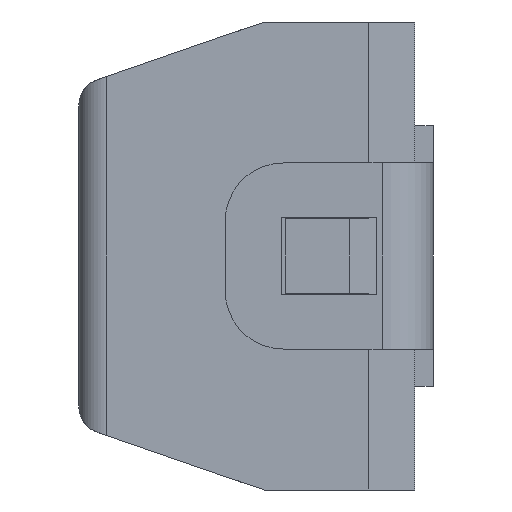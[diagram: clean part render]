
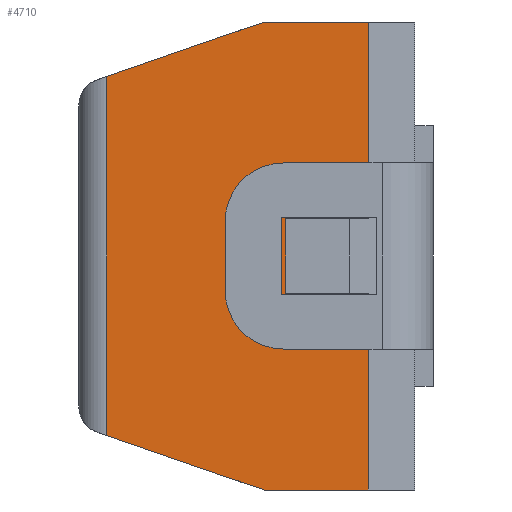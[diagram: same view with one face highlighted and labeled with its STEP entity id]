
A CAD part, left-side view. The second image highlights one B-rep face of the part: STEP entity #4710.
In plain terms, the highlighted planar face has unit normal (-1, 0, 0).
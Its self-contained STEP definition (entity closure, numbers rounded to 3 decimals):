
#14 = CARTESIAN_POINT ( 'NONE',  ( -4.665, 1.818, -2.515 ) ) ;
#89 = VECTOR ( 'NONE', #3167, 1000. ) ;
#101 = VERTEX_POINT ( 'NONE', #4446 ) ;
#174 = CARTESIAN_POINT ( 'NONE',  ( -4.665, 1.584, 0.4 ) ) ;
#317 = VERTEX_POINT ( 'NONE', #2969 ) ;
#364 = VERTEX_POINT ( 'NONE', #1041 ) ;
#434 = DIRECTION ( 'NONE',  ( -1., 0., 0. ) ) ;
#482 = ORIENTED_EDGE ( 'NONE', *, *, #5721, .F. ) ;
#564 = VERTEX_POINT ( 'NONE', #6265 ) ;
#571 = ORIENTED_EDGE ( 'NONE', *, *, #1193, .F. ) ;
#1041 = CARTESIAN_POINT ( 'NONE',  ( -4.665, 3.51, 1.929 ) ) ;
#1115 = ORIENTED_EDGE ( 'NONE', *, *, #3551, .T. ) ;
#1185 = EDGE_CURVE ( 'NONE', #4004, #5616, #1851, .T. ) ;
#1193 = EDGE_CURVE ( 'NONE', #101, #4004, #1472, .T. ) ;
#1257 = ORIENTED_EDGE ( 'NONE', *, *, #4606, .T. ) ;
#1447 = EDGE_CURVE ( 'NONE', #6044, #4333, #2645, .T. ) ;
#1472 = LINE ( 'NONE', #3395, #1691 ) ;
#1691 = VECTOR ( 'NONE', #3802, 1000. ) ;
#1751 = ORIENTED_EDGE ( 'NONE', *, *, #3992, .F. ) ;
#1776 = CARTESIAN_POINT ( 'NONE',  ( -4.665, 0.7, 0. ) ) ;
#1788 = VECTOR ( 'NONE', #2287, 1000. ) ;
#1851 = LINE ( 'NONE', #3344, #3425 ) ;
#1871 = CARTESIAN_POINT ( 'NONE',  ( -4.665, 1.584, -0.4 ) ) ;
#1964 = VECTOR ( 'NONE', #3088, 1000. ) ;
#2124 = CARTESIAN_POINT ( 'NONE',  ( -4.665, 0.7, 0. ) ) ;
#2136 = DIRECTION ( 'NONE',  ( 0., 1., 0. ) ) ;
#2251 = VECTOR ( 'NONE', #2489, 1000. ) ;
#2287 = DIRECTION ( 'NONE',  ( 0., 0., -1. ) ) ;
#2423 = PLANE ( 'NONE',  #3972 ) ;
#2489 = DIRECTION ( 'NONE',  ( 0., -0.945, 0.327 ) ) ;
#2559 = DIRECTION ( 'NONE',  ( 0., -1., 0. ) ) ;
#2575 = LINE ( 'NONE', #174, #5202 ) ;
#2616 = LINE ( 'NONE', #2837, #1788 ) ;
#2645 = LINE ( 'NONE', #5053, #4000 ) ;
#2653 = CARTESIAN_POINT ( 'NONE',  ( -4.665, 1.818, 2.515 ) ) ;
#2682 = LINE ( 'NONE', #2124, #89 ) ;
#2837 = CARTESIAN_POINT ( 'NONE',  ( -4.665, 3.51, 0. ) ) ;
#2928 = VECTOR ( 'NONE', #3781, 1000. ) ;
#2969 = CARTESIAN_POINT ( 'NONE',  ( -4.665, 0.7, -0.4 ) ) ;
#3052 = ORIENTED_EDGE ( 'NONE', *, *, #6077, .T. ) ;
#3057 = CARTESIAN_POINT ( 'NONE',  ( -4.665, 3.81, 1.825 ) ) ;
#3069 = LINE ( 'NONE', #1776, #2928 ) ;
#3088 = DIRECTION ( 'NONE',  ( 0., 1., 0. ) ) ;
#3167 = DIRECTION ( 'NONE',  ( 0., 0., 1. ) ) ;
#3344 = CARTESIAN_POINT ( 'NONE',  ( -4.665, 1.818, -2.515 ) ) ;
#3395 = CARTESIAN_POINT ( 'NONE',  ( -4.665, 0.2, -2.515 ) ) ;
#3410 = ORIENTED_EDGE ( 'NONE', *, *, #4080, .F. ) ;
#3425 = VECTOR ( 'NONE', #4338, 1000. ) ;
#3551 = EDGE_CURVE ( 'NONE', #564, #4333, #2682, .T. ) ;
#3781 = DIRECTION ( 'NONE',  ( 0., 0., 1. ) ) ;
#3802 = DIRECTION ( 'NONE',  ( 0., 1., 0. ) ) ;
#3815 = DIRECTION ( 'NONE',  ( 0., 0., -1. ) ) ;
#3972 = AXIS2_PLACEMENT_3D ( 'NONE', #6243, #434, #3815 ) ;
#3992 = EDGE_CURVE ( 'NONE', #364, #6044, #4818, .T. ) ;
#4000 = VECTOR ( 'NONE', #2559, 1000. ) ;
#4004 = VERTEX_POINT ( 'NONE', #14 ) ;
#4080 = EDGE_CURVE ( 'NONE', #564, #5188, #5638, .T. ) ;
#4280 = CARTESIAN_POINT ( 'NONE',  ( -4.665, 3.51, -1.929 ) ) ;
#4333 = VERTEX_POINT ( 'NONE', #6220 ) ;
#4338 = DIRECTION ( 'NONE',  ( 0., 0.945, 0.327 ) ) ;
#4355 = ORIENTED_EDGE ( 'NONE', *, *, #1185, .F. ) ;
#4381 = ORIENTED_EDGE ( 'NONE', *, *, #4517, .T. ) ;
#4446 = CARTESIAN_POINT ( 'NONE',  ( -4.665, 0.7, -2.515 ) ) ;
#4517 = EDGE_CURVE ( 'NONE', #101, #317, #3069, .T. ) ;
#4525 = CARTESIAN_POINT ( 'NONE',  ( -4.665, 1.584, 0.4 ) ) ;
#4606 = EDGE_CURVE ( 'NONE', #364, #5616, #2616, .T. ) ;
#4710 = ADVANCED_FACE ( 'NONE', ( #5549 ), #2423, .T. ) ;
#4739 = ORIENTED_EDGE ( 'NONE', *, *, #1447, .F. ) ;
#4818 = LINE ( 'NONE', #3057, #2251 ) ;
#4980 = DIRECTION ( 'NONE',  ( 0., 0., -1. ) ) ;
#4994 = VERTEX_POINT ( 'NONE', #1871 ) ;
#5053 = CARTESIAN_POINT ( 'NONE',  ( -4.665, 1.818, 2.515 ) ) ;
#5188 = VERTEX_POINT ( 'NONE', #5431 ) ;
#5202 = VECTOR ( 'NONE', #4980, 1000. ) ;
#5419 = LINE ( 'NONE', #5970, #1964 ) ;
#5431 = CARTESIAN_POINT ( 'NONE',  ( -4.665, 1.584, 0.4 ) ) ;
#5549 = FACE_OUTER_BOUND ( 'NONE', #6287, .T. ) ;
#5616 = VERTEX_POINT ( 'NONE', #4280 ) ;
#5638 = LINE ( 'NONE', #4525, #5876 ) ;
#5721 = EDGE_CURVE ( 'NONE', #5188, #4994, #2575, .T. ) ;
#5876 = VECTOR ( 'NONE', #2136, 1000. ) ;
#5970 = CARTESIAN_POINT ( 'NONE',  ( -4.665, 1.584, -0.4 ) ) ;
#6044 = VERTEX_POINT ( 'NONE', #2653 ) ;
#6077 = EDGE_CURVE ( 'NONE', #317, #4994, #5419, .T. ) ;
#6220 = CARTESIAN_POINT ( 'NONE',  ( -4.665, 0.7, 2.515 ) ) ;
#6243 = CARTESIAN_POINT ( 'NONE',  ( -4.665, 0., 0. ) ) ;
#6265 = CARTESIAN_POINT ( 'NONE',  ( -4.665, 0.7, 0.4 ) ) ;
#6287 = EDGE_LOOP ( 'NONE', ( #1751, #1257, #4355, #571, #4381, #3052, #482, #3410, #1115, #4739 ) ) ;
